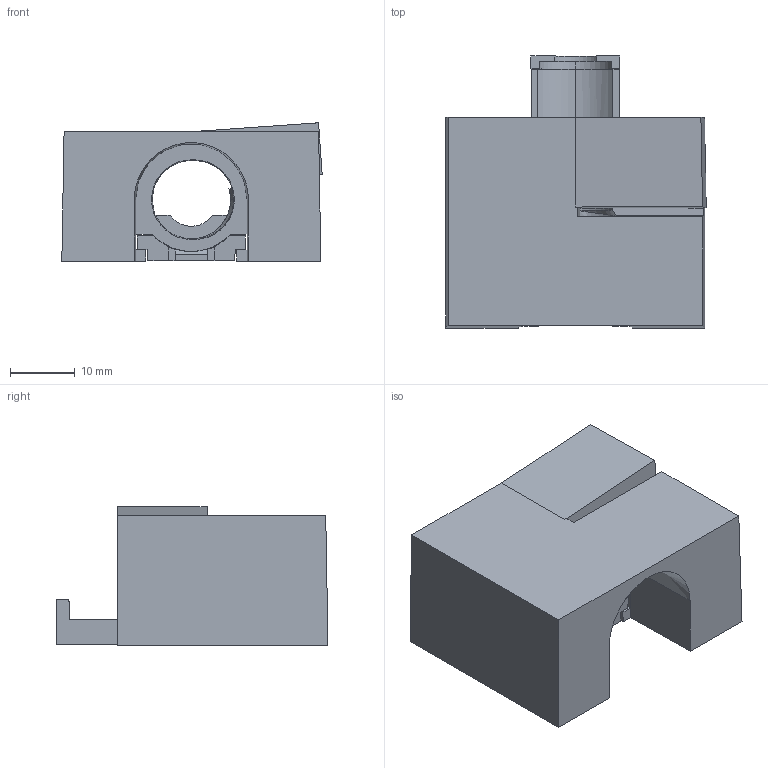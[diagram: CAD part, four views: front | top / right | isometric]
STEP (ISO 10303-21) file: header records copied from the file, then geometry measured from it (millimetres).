
FILE_DESCRIPTION(('STEP AP214'),'1');
FILE_NAME('cctmp_3133A289-F48A-4881-A5B6-D38762EBE42E_2024_04_18_12_01_09_0761_8760..stp','2024-04-18T10:01:09',('Bosch Rexroth AG'),('CADClick - www.CADClick.com'),'Spatial InterOp 3D',' ','unknown authorization - (Healing Option Enabled)');
FILE_SCHEMA(('AUTOMOTIVE_DESIGN'));
Length unit declared in the file: millimetre
Products named in the file (1): 2024_04_18_12_01_09_0742
Bounding box: 40.21 x 42 x 21.37 mm (x, y, z)
Volume: 19442.8 mm3; surface area: 8433.5 mm2
Topology: 1 solids, 1 shells, 84 faces, 241 edges, 155 vertices
Faces by surface type: plane 66, cylinder 10, cone 8
Entity records: 3431 total; most frequent: CARTESIAN_POINT 504, ORIENTED_EDGE 482, DIRECTION 449, EDGE_CURVE 241, LINE 193, VECTOR 193, VERTEX_POINT 155, AXIS2_PLACEMENT_3D 128
